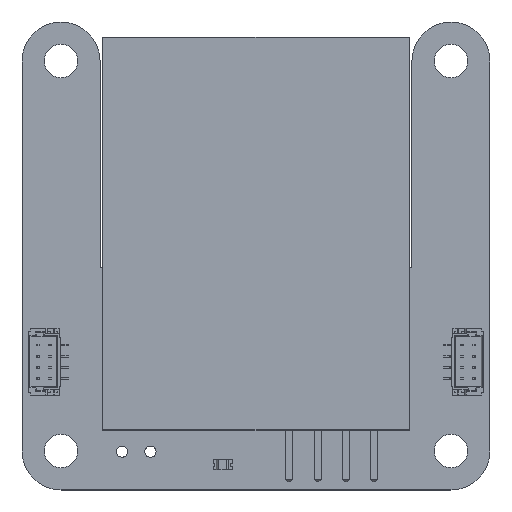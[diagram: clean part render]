
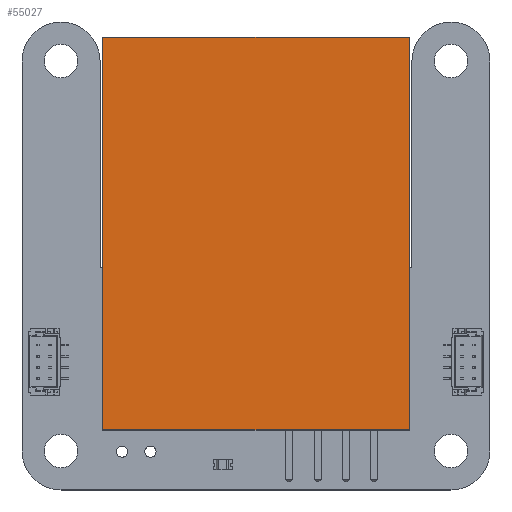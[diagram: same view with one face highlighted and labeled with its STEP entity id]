
A CAD part, top view. The second image highlights one B-rep face of the part: STEP entity #55027.
In plain terms, the highlighted planar face has unit normal (0, 0, 1).
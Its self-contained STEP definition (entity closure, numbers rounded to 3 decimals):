
#54898 = VERTEX_POINT('',#54899);
#54899 = CARTESIAN_POINT('',(13.75,17.625,2.));
#54905 = EDGE_CURVE('',#54898,#54906,#54908,.T.);
#54906 = VERTEX_POINT('',#54907);
#54907 = CARTESIAN_POINT('',(-13.75,17.625,2.));
#54908 = LINE('',#54909,#54910);
#54909 = CARTESIAN_POINT('',(13.75,17.625,2.));
#54910 = VECTOR('',#54911,1.);
#54911 = DIRECTION('',(-1.,0.,0.));
#54936 = EDGE_CURVE('',#54906,#54937,#54939,.T.);
#54937 = VERTEX_POINT('',#54938);
#54938 = CARTESIAN_POINT('',(-13.75,-17.625,2.));
#54939 = LINE('',#54940,#54941);
#54940 = CARTESIAN_POINT('',(-13.75,17.625,2.));
#54941 = VECTOR('',#54942,1.);
#54942 = DIRECTION('',(0.,-1.,0.));
#54967 = EDGE_CURVE('',#54937,#54968,#54970,.T.);
#54968 = VERTEX_POINT('',#54969);
#54969 = CARTESIAN_POINT('',(13.75,-17.625,2.));
#54970 = LINE('',#54971,#54972);
#54971 = CARTESIAN_POINT('',(-13.75,-17.625,2.));
#54972 = VECTOR('',#54973,1.);
#54973 = DIRECTION('',(1.,0.,0.));
#54998 = EDGE_CURVE('',#54968,#54898,#54999,.T.);
#54999 = LINE('',#55000,#55001);
#55000 = CARTESIAN_POINT('',(13.75,-17.625,2.));
#55001 = VECTOR('',#55002,1.);
#55002 = DIRECTION('',(0.,1.,0.));
#55027 = ADVANCED_FACE('',(#55028),#55034,.T.);
#55028 = FACE_BOUND('',#55029,.T.);
#55029 = EDGE_LOOP('',(#55030,#55031,#55032,#55033));
#55030 = ORIENTED_EDGE('',*,*,#54905,.T.);
#55031 = ORIENTED_EDGE('',*,*,#54936,.T.);
#55032 = ORIENTED_EDGE('',*,*,#54967,.T.);
#55033 = ORIENTED_EDGE('',*,*,#54998,.T.);
#55034 = PLANE('',#55035);
#55035 = AXIS2_PLACEMENT_3D('',#55036,#55037,#55038);
#55036 = CARTESIAN_POINT('',(0.,0.,
    2.));
#55037 = DIRECTION('',(0.,0.,1.));
#55038 = DIRECTION('',(1.,0.,-0.));
